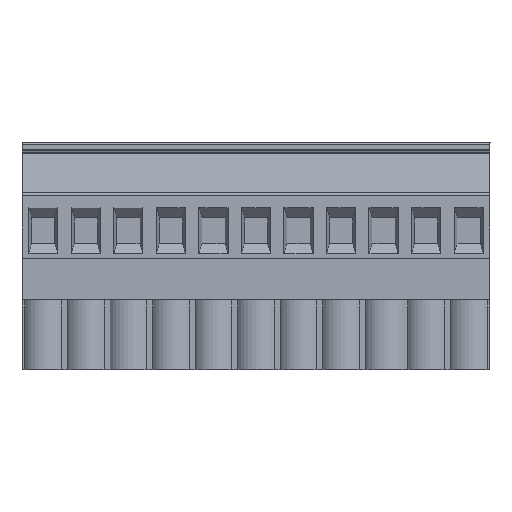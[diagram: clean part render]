
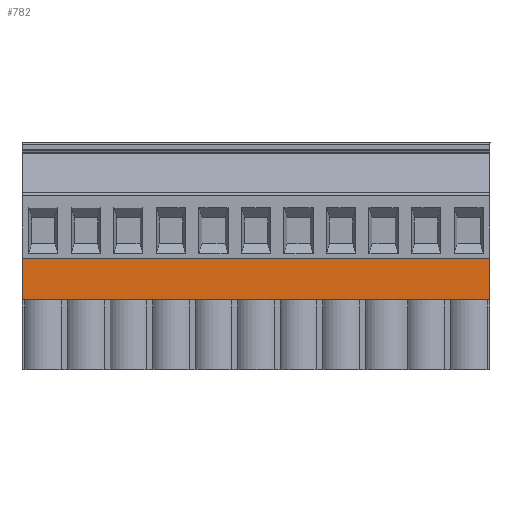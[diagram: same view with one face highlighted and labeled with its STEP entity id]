
A CAD part, top view. The second image highlights one B-rep face of the part: STEP entity #782.
In plain terms, the highlighted planar face has unit normal (0, 0, 1).
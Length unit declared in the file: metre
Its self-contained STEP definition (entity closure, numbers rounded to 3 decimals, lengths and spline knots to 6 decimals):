
#782=ADVANCED_FACE('',(#1713),#1714,.F.);
#1713=FACE_OUTER_BOUND('',#2793,.T.);
#1714=PLANE('',#2794);
#2793=EDGE_LOOP('',(#5054,#5055,#5056,#5057));
#2794=AXIS2_PLACEMENT_3D('',#5058,#5059,#5060);
#5054=ORIENTED_EDGE('',*,*,#6490,.T.);
#5055=ORIENTED_EDGE('',*,*,#6891,.T.);
#5056=ORIENTED_EDGE('',*,*,#7007,.F.);
#5057=ORIENTED_EDGE('',*,*,#7008,.F.);
#5058=CARTESIAN_POINT('',(-0.00508,0.004997,0.));
#5059=DIRECTION('',(0.,0.,-1.0));
#5060=DIRECTION('',(0.0,-1.0,0.));
#6490=EDGE_CURVE('',#7877,#7875,#7878,.T.);
#6891=EDGE_CURVE('',#7875,#8465,#8466,.T.);
#7007=EDGE_CURVE('',#8613,#8465,#8614,.T.);
#7008=EDGE_CURVE('',#7877,#8613,#8615,.T.);
#7875=VERTEX_POINT('',#9775);
#7877=VERTEX_POINT('',#9778);
#7878=LINE('',#9779,#9780);
#8465=VERTEX_POINT('',#10629);
#8466=LINE('',#10630,#10631);
#8613=VERTEX_POINT('',#10835);
#8614=LINE('',#10836,#10837);
#8615=LINE('',#10838,#10839);
#9775=CARTESIAN_POINT('',(0.05588,0.0,0.0));
#9778=CARTESIAN_POINT('',(0.0,0.,0.));
#9779=CARTESIAN_POINT('',(-0.00508,0.,0.));
#9780=VECTOR('',#11543,1.0);
#10629=CARTESIAN_POINT('',(0.05588,0.005,0.0));
#10630=CARTESIAN_POINT('',(0.05588,0.004997,0.0));
#10631=VECTOR('',#11954,1.0);
#10835=CARTESIAN_POINT('',(0.0,0.005,0.));
#10836=CARTESIAN_POINT('',(-0.00508,0.005,0.));
#10837=VECTOR('',#12072,1.0);
#10838=CARTESIAN_POINT('',(0.0,0.004997,0.));
#10839=VECTOR('',#12073,1.0);
#11543=DIRECTION('',(1.0,0.,0.));
#11954=DIRECTION('',(0.,1.0,0.));
#12072=DIRECTION('',(1.0,0.,0.));
#12073=DIRECTION('',(0.,1.0,0.));
